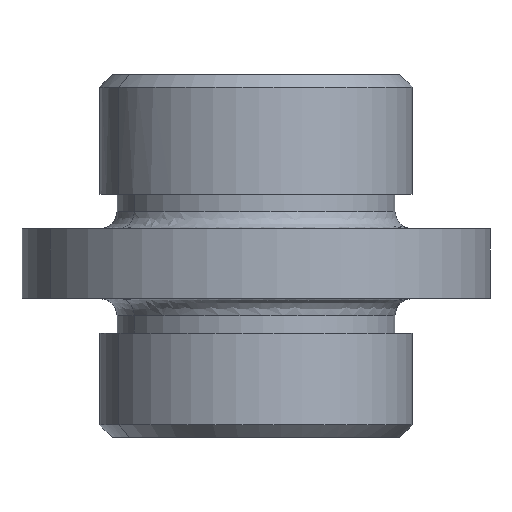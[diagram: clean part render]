
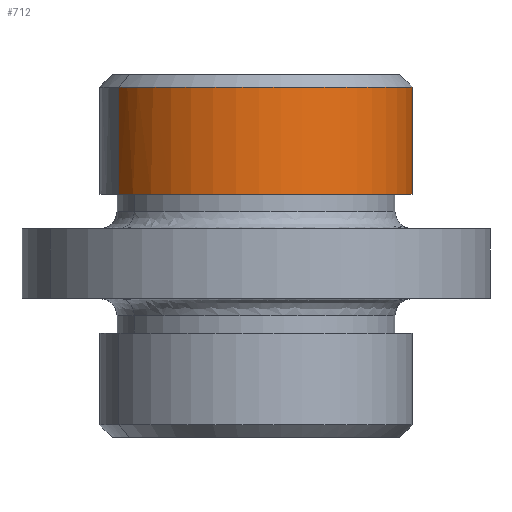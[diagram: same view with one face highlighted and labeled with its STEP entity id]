
A CAD part, left-side view. The second image highlights one B-rep face of the part: STEP entity #712.
In plain terms, the highlighted free-form (B-spline) face has degree [2, 1] with [5, 2] control points.
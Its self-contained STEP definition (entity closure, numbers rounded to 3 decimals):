
#618 = VERTEX_POINT('',#619);
#619 = CARTESIAN_POINT('',(-14.66,26.835,34.545
    ));
#626 = VERTEX_POINT('',#627);
#627 = CARTESIAN_POINT('',(14.66,-26.835,
    34.545));
#657 = EDGE_CURVE('',#626,#618,#658,.T.);
#658 = ( BOUNDED_CURVE() B_SPLINE_CURVE(2,(#659,#660,#661,#662,#663),
.UNSPECIFIED.,.F.,.F.) B_SPLINE_CURVE_WITH_KNOTS((3,2,3),(4.212
,5.783,7.354),.PIECEWISE_BEZIER_KNOTS.) CURVE() 
GEOMETRIC_REPRESENTATION_ITEM() RATIONAL_B_SPLINE_CURVE((1.,
0.707,1.,0.707,1.)) REPRESENTATION_ITEM('') );
#659 = CARTESIAN_POINT('',(14.66,-26.835,
    34.545));
#660 = CARTESIAN_POINT('',(-12.175,-41.496,
    34.545));
#661 = CARTESIAN_POINT('',(-26.835,-14.66,
    34.545));
#662 = CARTESIAN_POINT('',(-41.496,12.175,
    34.545));
#663 = CARTESIAN_POINT('',(-14.66,26.835,
    34.545));
#679 = EDGE_CURVE('',#680,#618,#682,.T.);
#680 = VERTEX_POINT('',#681);
#681 = CARTESIAN_POINT('',(-14.66,26.835,13.591
    ));
#682 = B_SPLINE_CURVE_WITH_KNOTS('',1,(#683,#684),.UNSPECIFIED.,.F.,.F.,
  (2,2),(14.251,38.921),.PIECEWISE_BEZIER_KNOTS.);
#683 = CARTESIAN_POINT('',(-14.66,26.835,13.591
    ));
#684 = CARTESIAN_POINT('',(-14.66,26.835,34.545
    ));
#687 = EDGE_CURVE('',#688,#626,#690,.T.);
#688 = VERTEX_POINT('',#689);
#689 = CARTESIAN_POINT('',(14.66,-26.835,
    13.591));
#690 = B_SPLINE_CURVE_WITH_KNOTS('',1,(#691,#692),.UNSPECIFIED.,.F.,.F.,
  (2,2),(14.251,38.921),.PIECEWISE_BEZIER_KNOTS.);
#691 = CARTESIAN_POINT('',(14.66,-26.835,
    13.591));
#692 = CARTESIAN_POINT('',(14.66,-26.835,
    34.545));
#712 = ADVANCED_FACE('',(#713),#726,.T.);
#713 = FACE_BOUND('',#714,.T.);
#714 = EDGE_LOOP('',(#715,#716,#717,#718));
#715 = ORIENTED_EDGE('',*,*,#687,.T.);
#716 = ORIENTED_EDGE('',*,*,#657,.T.);
#717 = ORIENTED_EDGE('',*,*,#679,.F.);
#718 = ORIENTED_EDGE('',*,*,#719,.T.);
#719 = EDGE_CURVE('',#680,#688,#720,.T.);
#720 = ( BOUNDED_CURVE() B_SPLINE_CURVE(2,(#721,#722,#723,#724,#725),
.UNSPECIFIED.,.F.,.F.) B_SPLINE_CURVE_WITH_KNOTS((3,2,3),(2.071
,3.642,5.212),.PIECEWISE_BEZIER_KNOTS.) CURVE() 
GEOMETRIC_REPRESENTATION_ITEM() RATIONAL_B_SPLINE_CURVE((1.,
0.707,1.,0.707,1.)) REPRESENTATION_ITEM('') );
#721 = CARTESIAN_POINT('',(-14.66,26.835,
    13.591));
#722 = CARTESIAN_POINT('',(-41.496,12.175,
    13.591));
#723 = CARTESIAN_POINT('',(-26.835,-14.66,
    13.591));
#724 = CARTESIAN_POINT('',(-12.175,-41.496,
    13.591));
#725 = CARTESIAN_POINT('',(14.66,-26.835,
    13.591));
#726 = ( BOUNDED_SURFACE() B_SPLINE_SURFACE(2,1,(
    (#727,#728)
    ,(#729,#730)
    ,(#731,#732)
    ,(#733,#734)
,(#735,#736
    )),.UNSPECIFIED.,.F.,.F.,.F.) B_SPLINE_SURFACE_WITH_KNOTS((3,2,3),(2
    ,2),(0.,1.571,3.142),(14.251,38.921
),.PIECEWISE_BEZIER_KNOTS.) GEOMETRIC_REPRESENTATION_ITEM() 
RATIONAL_B_SPLINE_SURFACE((
    (1.,1.)
    ,(0.707,0.707)
    ,(1.,1.)
    ,(0.707,0.707)
,(1.,1.))) REPRESENTATION_ITEM('') SURFACE() );
#727 = CARTESIAN_POINT('',(-14.66,26.835,
    13.591));
#728 = CARTESIAN_POINT('',(-14.66,26.835,
    34.545));
#729 = CARTESIAN_POINT('',(-41.496,12.175,
    13.591));
#730 = CARTESIAN_POINT('',(-41.496,12.175,
    34.545));
#731 = CARTESIAN_POINT('',(-26.835,-14.66,
    13.591));
#732 = CARTESIAN_POINT('',(-26.835,-14.66,
    34.545));
#733 = CARTESIAN_POINT('',(-12.175,-41.496,
    13.591));
#734 = CARTESIAN_POINT('',(-12.175,-41.496,
    34.545));
#735 = CARTESIAN_POINT('',(14.66,-26.835,
    13.591));
#736 = CARTESIAN_POINT('',(14.66,-26.835,
    34.545));
